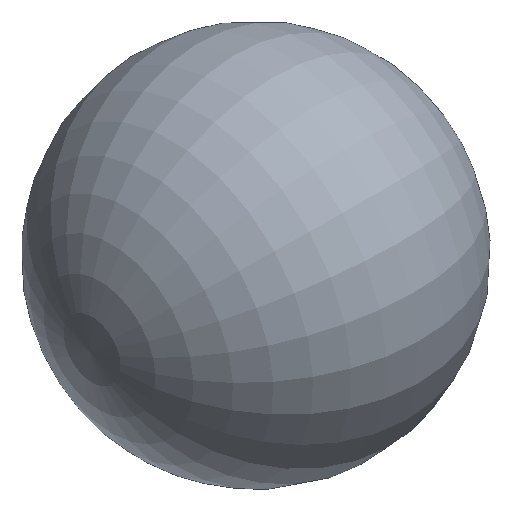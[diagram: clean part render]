
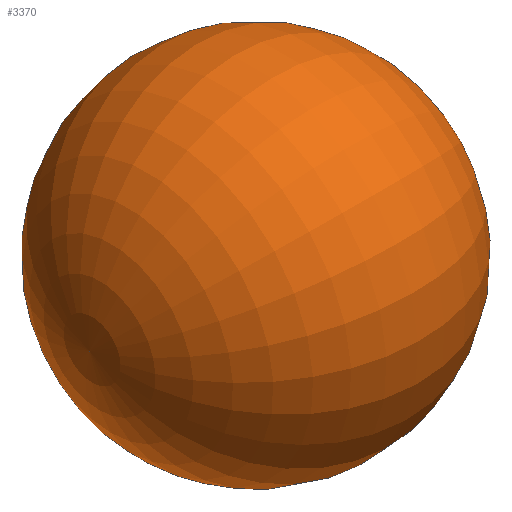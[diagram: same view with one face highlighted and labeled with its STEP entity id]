
A CAD part, isometric view. The second image highlights one B-rep face of the part: STEP entity #3370.
In plain terms, the highlighted toroidal (fillet/blend) face has major radius 9.949 mm and minor radius 5000 mm.
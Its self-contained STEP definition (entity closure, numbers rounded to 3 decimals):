
#18=DEGENERATE_TOROIDAL_SURFACE('',#4561,9.949,5000.,.T.);
#544=VERTEX_LOOP('',#2378);
#1589=ORIENTED_EDGE('',*,*,#2071,.T.);
#2071=EDGE_CURVE('',#2377,#2377,#2509,.F.);
#2377=VERTEX_POINT('',#14365);
#2378=VERTEX_POINT('',#14367);
#2509=CIRCLE('',#4560,77.889);
#2775=EDGE_LOOP('',(#1589));
#3056=FACE_BOUND('',#2775,.T.);
#3057=FACE_BOUND('',#544,.T.);
#3370=ADVANCED_FACE('',(#3056,#3057),#18,.T.);
#4560=AXIS2_PLACEMENT_3D('',#14364,#5246,#5247);
#4561=AXIS2_PLACEMENT_3D('',#14366,#5248,#5249);
#5246=DIRECTION('',(-1.,0.,0.));
#5247=DIRECTION('',(0.,0.,1.));
#5248=DIRECTION('',(-1.,0.,0.));
#5249=DIRECTION('',(0.,0.,1.));
#14364=CARTESIAN_POINT('',(59.767,0.,0.));
#14365=CARTESIAN_POINT('',(59.767,0.,77.889));
#14366=CARTESIAN_POINT('',(-4939.771,0.,0.));
#14367=CARTESIAN_POINT('',(60.219,0.,0.));
